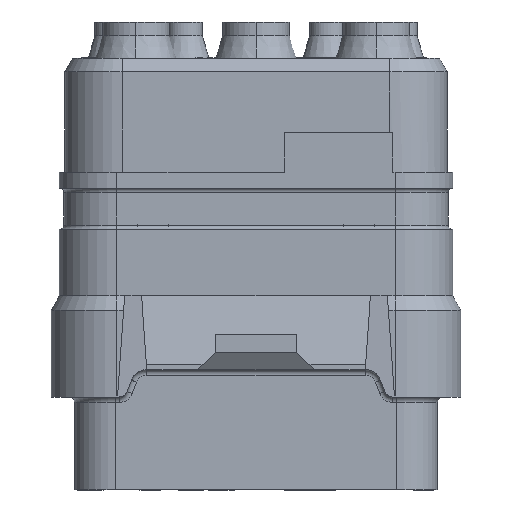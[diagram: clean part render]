
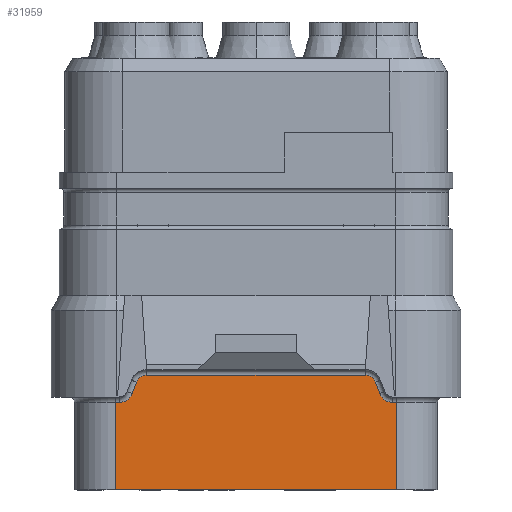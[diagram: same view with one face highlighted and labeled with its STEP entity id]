
A CAD part, front view. The second image highlights one B-rep face of the part: STEP entity #31959.
In plain terms, the highlighted planar face has unit normal (0, -1, 0).
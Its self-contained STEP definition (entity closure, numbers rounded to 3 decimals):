
#3401=DIRECTION('',(-1.,0.,0.));
#3402=VECTOR('',#3401,10.3);
#3403=CARTESIAN_POINT('',(5.15,-5.775,-11.63));
#3404=LINE('',#3403,#3402);
#4812=DIRECTION('',(0.,0.,-1.));
#4813=VECTOR('',#4812,3.2);
#4814=CARTESIAN_POINT('',(-5.15,-5.775,-8.43));
#4815=LINE('',#4814,#4813);
#5843=DIRECTION('',(-1.,0.,0.));
#5844=VECTOR('',#5843,0.15);
#5845=CARTESIAN_POINT('',(5.15,-5.775,-8.43));
#5846=LINE('',#5845,#5844);
#5847=DIRECTION('',(0.,0.,-1.));
#5848=VECTOR('',#5847,3.2);
#5849=CARTESIAN_POINT('',(5.15,-5.775,-8.43));
#5850=LINE('',#5849,#5848);
#5851=DIRECTION('',(-1.,0.,0.));
#5852=VECTOR('',#5851,0.15);
#5853=CARTESIAN_POINT('',(-5.,-5.775,-8.43));
#5854=LINE('',#5853,#5852);
#5855=CARTESIAN_POINT('',(-5.,-5.775,-7.93));
#5856=DIRECTION('',(0.,1.,0.));
#5857=DIRECTION('',(0.935,0.,-0.354));
#5858=AXIS2_PLACEMENT_3D('',#5855,#5856,#5857);
#5860=DIRECTION('',(-0.354,0.,-0.935));
#5861=VECTOR('',#5860,0.447);
#5862=CARTESIAN_POINT('',(-4.374,-5.775,-7.689));
#5863=LINE('',#5862,#5861);
#5864=CARTESIAN_POINT('',(-4.,-5.775,-7.83));
#5865=DIRECTION('',(0.,-1.,0.));
#5866=DIRECTION('',(0.,0.,1.));
#5867=AXIS2_PLACEMENT_3D('',#5864,#5865,#5866);
#5869=DIRECTION('',(-1.,0.,0.));
#5870=VECTOR('',#5869,8.);
#5871=CARTESIAN_POINT('',(4.,-5.775,-7.43));
#5872=LINE('',#5871,#5870);
#5873=CARTESIAN_POINT('',(4.,-5.775,-7.83));
#5874=DIRECTION('',(0.,-1.,0.));
#5875=DIRECTION('',(0.935,0.,0.354));
#5876=AXIS2_PLACEMENT_3D('',#5873,#5874,#5875);
#5878=DIRECTION('',(-0.354,0.,0.935));
#5879=VECTOR('',#5878,0.447);
#5880=CARTESIAN_POINT('',(4.532,-5.775,-8.107));
#5881=LINE('',#5880,#5879);
#5882=CARTESIAN_POINT('',(5.,-5.775,-7.93));
#5883=DIRECTION('',(0.,1.,0.));
#5884=DIRECTION('',(0.,0.,-1.));
#5885=AXIS2_PLACEMENT_3D('',#5882,#5883,#5884);
#20856=CARTESIAN_POINT('',(-5.15,-5.775,-11.63));
#20858=VERTEX_POINT('',#20856);
#20870=CARTESIAN_POINT('',(5.15,-5.775,-11.63));
#20871=VERTEX_POINT('',#20870);
#22304=CARTESIAN_POINT('',(5.15,-5.775,-8.43));
#22305=VERTEX_POINT('',#22304);
#22308=CARTESIAN_POINT('',(5.,-5.775,-8.43));
#22309=VERTEX_POINT('',#22308);
#22312=CARTESIAN_POINT('',(4.532,-5.775,-8.107));
#22313=VERTEX_POINT('',#22312);
#22316=CARTESIAN_POINT('',(4.374,-5.775,-7.689));
#22317=VERTEX_POINT('',#22316);
#22318=CARTESIAN_POINT('',(4.,-5.775,-7.43));
#22319=VERTEX_POINT('',#22318);
#22320=CARTESIAN_POINT('',(-4.,-5.775,-7.43));
#22321=VERTEX_POINT('',#22320);
#22322=CARTESIAN_POINT('',(-4.374,-5.775,-7.689));
#22323=VERTEX_POINT('',#22322);
#22328=CARTESIAN_POINT('',(-4.532,-5.775,-8.107));
#22329=VERTEX_POINT('',#22328);
#22332=CARTESIAN_POINT('',(-5.,-5.775,-8.43));
#22333=VERTEX_POINT('',#22332);
#22336=CARTESIAN_POINT('',(-5.15,-5.775,-8.43));
#22337=VERTEX_POINT('',#22336);
#31934=CARTESIAN_POINT('',(5.15,-5.775,-8.23));
#31935=DIRECTION('',(0.,-1.,0.));
#31936=DIRECTION('',(-1.,0.,0.));
#31937=AXIS2_PLACEMENT_3D('',#31934,#31935,#31936);
#31938=PLANE('',#31937);
#31939=ORIENTED_EDGE('',*,*,#31875,.F.);
#31940=ORIENTED_EDGE('',*,*,#31929,.T.);
#31941=ORIENTED_EDGE('',*,*,#29765,.T.);
#31942=ORIENTED_EDGE('',*,*,#30512,.F.);
#31944=ORIENTED_EDGE('',*,*,#31943,.F.);
#31946=ORIENTED_EDGE('',*,*,#31945,.F.);
#31948=ORIENTED_EDGE('',*,*,#31947,.F.);
#31950=ORIENTED_EDGE('',*,*,#31949,.F.);
#31952=ORIENTED_EDGE('',*,*,#31951,.F.);
#31954=ORIENTED_EDGE('',*,*,#31953,.F.);
#31955=ORIENTED_EDGE('',*,*,#31833,.F.);
#31956=ORIENTED_EDGE('',*,*,#31849,.F.);
#31957=EDGE_LOOP('',(#31939,#31940,#31941,#31942,#31944,#31946,#31948,#31950,
#31952,#31954,#31955,#31956));
#31958=FACE_OUTER_BOUND('',#31957,.F.);
#31959=ADVANCED_FACE('',(#31958),#31938,.T.);
#5859=CIRCLE('',#5858,0.5);
#5868=CIRCLE('',#5867,0.4);
#5877=CIRCLE('',#5876,0.4);
#5886=CIRCLE('',#5885,0.5);
#29765=EDGE_CURVE('',#20871,#20858,#3404,.T.);
#30512=EDGE_CURVE('',#22337,#20858,#4815,.T.);
#31833=EDGE_CURVE('',#22313,#22317,#5881,.T.);
#31849=EDGE_CURVE('',#22309,#22313,#5886,.T.);
#31875=EDGE_CURVE('',#22305,#22309,#5846,.T.);
#31929=EDGE_CURVE('',#22305,#20871,#5850,.T.);
#31943=EDGE_CURVE('',#22333,#22337,#5854,.T.);
#31945=EDGE_CURVE('',#22329,#22333,#5859,.T.);
#31947=EDGE_CURVE('',#22323,#22329,#5863,.T.);
#31949=EDGE_CURVE('',#22321,#22323,#5868,.T.);
#31951=EDGE_CURVE('',#22319,#22321,#5872,.T.);
#31953=EDGE_CURVE('',#22317,#22319,#5877,.T.);
